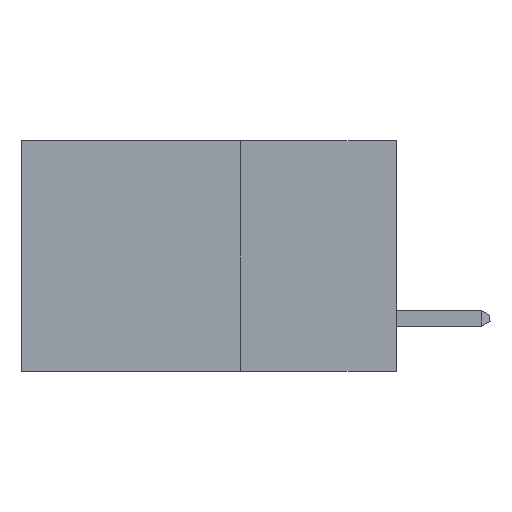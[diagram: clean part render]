
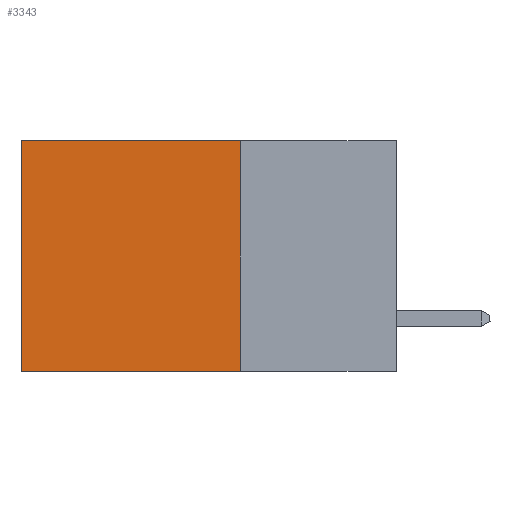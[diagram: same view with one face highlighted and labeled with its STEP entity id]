
A CAD part, left-side view. The second image highlights one B-rep face of the part: STEP entity #3343.
In plain terms, the highlighted planar face has unit normal (-1, 0, 0).
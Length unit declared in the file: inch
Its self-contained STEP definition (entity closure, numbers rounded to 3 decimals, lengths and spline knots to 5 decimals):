
#260 = EDGE_LOOP ( 'NONE', ( #3279, #5287, #3835, #10514 ) ) ;
#1745 = LINE ( 'NONE', #6290, #13609 ) ;
#2487 = CARTESIAN_POINT ( 'NONE',  ( 0.2615, 0.25, -0.37 ) ) ;
#3223 = CARTESIAN_POINT ( 'NONE',  ( 0.2615, 0.25, -0.37 ) ) ;
#3237 = CARTESIAN_POINT ( 'NONE',  ( 0.2615, 0.25, 0. ) ) ;
#3279 = ORIENTED_EDGE ( 'NONE', *, *, #8443, .T. ) ;
#3343 = ADVANCED_FACE ( 'NONE', ( #11983 ), #11915, .F. ) ;
#3505 = CARTESIAN_POINT ( 'NONE',  ( 0.2615, 0.25, -0.37 ) ) ;
#3835 = ORIENTED_EDGE ( 'NONE', *, *, #4620, .F. ) ;
#4436 = EDGE_CURVE ( 'NONE', #11219, #13872, #5379, .T. ) ;
#4620 = EDGE_CURVE ( 'NONE', #11833, #11219, #10034, .T. ) ;
#4706 = LINE ( 'NONE', #3237, #10671 ) ;
#5206 = CARTESIAN_POINT ( 'NONE',  ( 0.2615, 0.25, 0. ) ) ;
#5287 = ORIENTED_EDGE ( 'NONE', *, *, #4436, .F. ) ;
#5379 = LINE ( 'NONE', #3223, #11330 ) ;
#6290 = CARTESIAN_POINT ( 'NONE',  ( 0.2615, 0.6, -0.37 ) ) ;
#6651 = DIRECTION ( 'NONE',  ( 0., 1., 0. ) ) ;
#6666 = VECTOR ( 'NONE', #12110, 39.37008 ) ;
#6730 = CARTESIAN_POINT ( 'NONE',  ( 0.2615, 0.6, -0.37 ) ) ;
#7181 = CARTESIAN_POINT ( 'NONE',  ( 0.2615, 0.25, -0.37 ) ) ;
#7757 = EDGE_CURVE ( 'NONE', #11833, #11885, #4706, .T. ) ;
#7793 = CARTESIAN_POINT ( 'NONE',  ( 0.2615, 0.6, 0. ) ) ;
#8443 = EDGE_CURVE ( 'NONE', #11885, #13872, #1745, .T. ) ;
#9597 = DIRECTION ( 'NONE',  ( 0., 0., -1. ) ) ;
#9665 = DIRECTION ( 'NONE',  ( 0., 0., -1. ) ) ;
#9785 = AXIS2_PLACEMENT_3D ( 'NONE', #7181, #12080, #9597 ) ;
#10034 = LINE ( 'NONE', #2487, #6666 ) ;
#10514 = ORIENTED_EDGE ( 'NONE', *, *, #7757, .T. ) ;
#10671 = VECTOR ( 'NONE', #6651, 39.37008 ) ;
#11219 = VERTEX_POINT ( 'NONE', #3505 ) ;
#11330 = VECTOR ( 'NONE', #15132, 39.37008 ) ;
#11833 = VERTEX_POINT ( 'NONE', #5206 ) ;
#11885 = VERTEX_POINT ( 'NONE', #7793 ) ;
#11915 = PLANE ( 'NONE',  #9785 ) ;
#11983 = FACE_OUTER_BOUND ( 'NONE', #260, .T. ) ;
#12080 = DIRECTION ( 'NONE',  ( 1., 0., 0. ) ) ;
#12110 = DIRECTION ( 'NONE',  ( 0., 0., -1. ) ) ;
#13609 = VECTOR ( 'NONE', #9665, 39.37008 ) ;
#13872 = VERTEX_POINT ( 'NONE', #6730 ) ;
#15132 = DIRECTION ( 'NONE',  ( 0., 1., 0. ) ) ;
